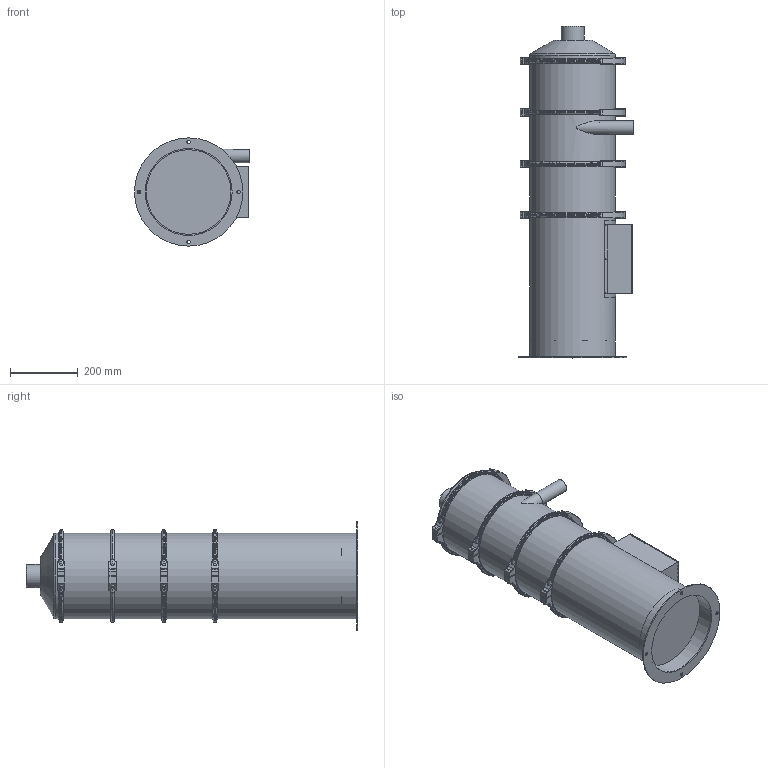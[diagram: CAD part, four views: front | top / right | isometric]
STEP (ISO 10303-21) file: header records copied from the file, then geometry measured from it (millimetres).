
FILE_DESCRIPTION(/* description */ (''),/* implementation_level */ '2;1');
FILE_NAME(/* name */ '3D_tmf16tn4brrg2c10.stp',/* time_stamp */ '2020-02-27T11:04:20+01:00',/* author */ ('JosepM'),/* organization */ (''),/* preprocessor_version */ 'ST-DEVELOPER v17',/* originating_system */ 'Autodesk Inventor 2019',/* authorisation */ '');
FILE_SCHEMA (('AUTOMOTIVE_DESIGN { 1 0 10303 214 3 1 1 }'));
Products named in the file (1): Pieza3
Bounding box: 340.05 x 980.78 x 320.09 mm (x, y, z)
Volume: 46400874.3 mm3; surface area: 1277002.6 mm2
Topology: 1 solids, 24 shells, 1847 faces, 4609 edges, 2898 vertices
Faces by surface type: cylinder 584, plane 509, bspline 288, torus 251, cone 183, sphere 32
Full cylindrical faces by diameter (mm): 4.2 x6, 8 x8, 10 x112, 12 x1, 37 x1, 40 x1, 59 x1, 68 x1, 250 x1, 252.989 x3, 253 x1, 253.094 x1, 320.094 x1
Entity records: 71824 total; most frequent: CARTESIAN_POINT 27115, ORIENTED_EDGE 9218, DIRECTION 8989, EDGE_CURVE 4609, AXIS2_PLACEMENT_3D 3686, VERTEX_POINT 2898, CIRCLE 2086, EDGE_LOOP 1975
